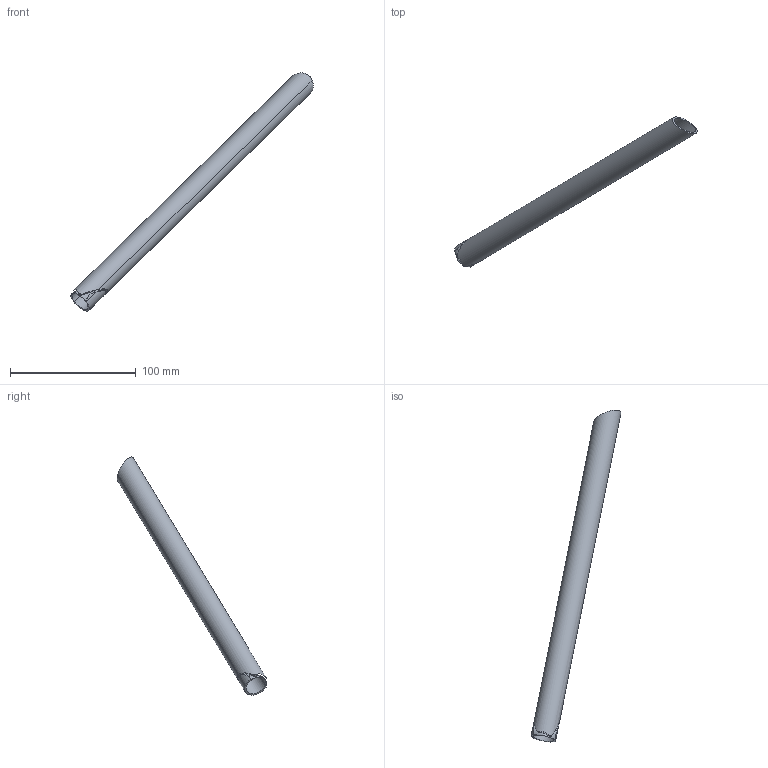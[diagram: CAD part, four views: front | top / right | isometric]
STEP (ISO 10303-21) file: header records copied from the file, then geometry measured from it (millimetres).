
FILE_DESCRIPTION(('CATIA V5 STEP Exchange'),'2;1');
FILE_NAME('92.stp','2021-12-07T15:39:29+00:00',('none'),('none'),'CATIA Version 5 Release 19 SP 2 (IN-10)','CATIA V5 STEP AP203','none');
FILE_SCHEMA(('CONFIG_CONTROL_DESIGN'));
Length unit declared in the file: millimetre
Products named in the file (1): Shape_221
Bounding box: 193.41 x 119.28 x 189.79 mm (x, y, z)
Volume: 23030.1 mm3; surface area: 31235.3 mm2
Topology: 2 solids, 2 shells, 21 faces, 58 edges, 39 vertices
Faces by surface type: cylinder 19, plane 2
Entity records: 1100 total; most frequent: CARTESIAN_POINT 615, ORIENTED_EDGE 116, EDGE_CURVE 58, DIRECTION 48, VERTEX_POINT 39, B_SPLINE_CURVE_WITH_KNOTS 38, EDGE_LOOP 23, ADVANCED_FACE 21
